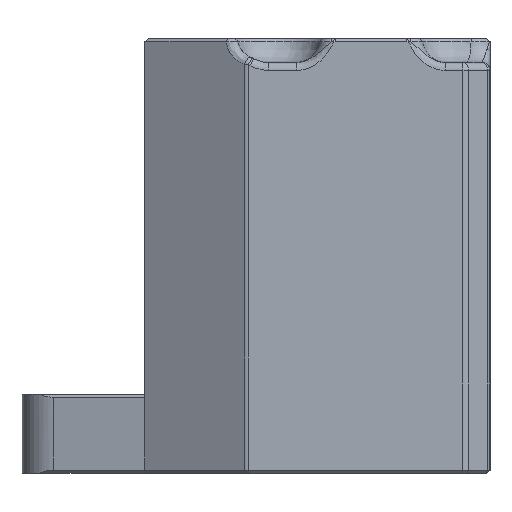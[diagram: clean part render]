
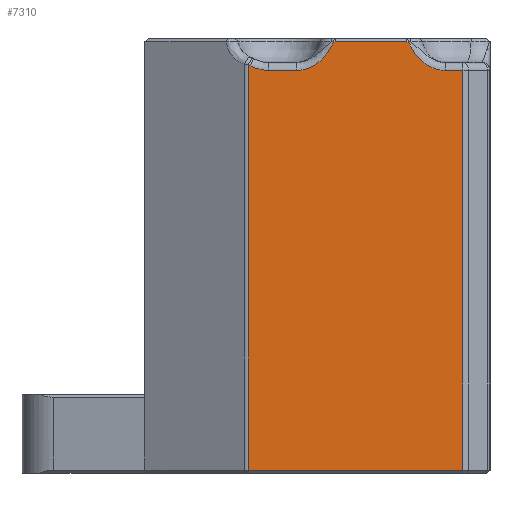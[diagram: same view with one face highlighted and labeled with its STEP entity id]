
A CAD part, left-side view. The second image highlights one B-rep face of the part: STEP entity #7310.
In plain terms, the highlighted planar face has unit normal (-1, 0, 0).
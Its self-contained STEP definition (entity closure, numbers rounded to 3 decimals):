
#249=B_SPLINE_CURVE_WITH_KNOTS('',3,(#11310,#11311,#11312,#11313),
 .UNSPECIFIED.,.F.,.F.,(4,4),(-0.883,-0.782),
 .UNSPECIFIED.);
#250=B_SPLINE_CURVE_WITH_KNOTS('',3,(#11332,#11333,#11334,#11335),
 .UNSPECIFIED.,.F.,.F.,(4,4),(0.782,0.883),
 .UNSPECIFIED.);
#261=B_SPLINE_CURVE_WITH_KNOTS('',3,(#11732,#11733,#11734,#11735,#11736,
#11737,#11738),.UNSPECIFIED.,.F.,.F.,(4,1,1,1,4),(0.044,0.133,
0.311,0.489,0.668),.UNSPECIFIED.);
#262=B_SPLINE_CURVE_WITH_KNOTS('',3,(#11742,#11743,#11744,#11745,#11746,
#11747,#11748),.UNSPECIFIED.,.F.,.F.,(4,1,1,1,4),(0.,0.267,
0.445,0.535,0.624),.UNSPECIFIED.);
#263=B_SPLINE_CURVE_WITH_KNOTS('',3,(#11752,#11753,#11754,#11755),
 .UNSPECIFIED.,.F.,.F.,(4,4),(-0.245,0.),.UNSPECIFIED.);
#264=B_SPLINE_CURVE_WITH_KNOTS('',3,(#11757,#11758,#11759,#11760),
 .UNSPECIFIED.,.F.,.F.,(4,4),(0.494,0.517),
 .UNSPECIFIED.);
#396=PLANE('',#7845);
#726=FACE_OUTER_BOUND('',#1213,.T.);
#1213=EDGE_LOOP('',(#5297,#5298,#5299,#5300,#5301,#5302,#5303,#5304,#5305,
#5306,#5307,#5308));
#1719=LINE('',#11292,#2335);
#1727=LINE('',#11750,#2343);
#1728=LINE('',#11762,#2344);
#1729=LINE('',#11764,#2345);
#1730=LINE('',#11766,#2346);
#1731=LINE('',#11767,#2347);
#2335=VECTOR('',#8684,10.);
#2343=VECTOR('',#8736,10.);
#2344=VECTOR('',#8737,10.);
#2345=VECTOR('',#8738,10.);
#2346=VECTOR('',#8739,10.);
#2347=VECTOR('',#8740,10.);
#3290=VERTEX_POINT('',#11282);
#3291=VERTEX_POINT('',#11289);
#3292=VERTEX_POINT('',#11291);
#3293=VERTEX_POINT('',#11330);
#3309=VERTEX_POINT('',#11731);
#3310=VERTEX_POINT('',#11741);
#3311=VERTEX_POINT('',#11749);
#3312=VERTEX_POINT('',#11751);
#3313=VERTEX_POINT('',#11756);
#3314=VERTEX_POINT('',#11761);
#3315=VERTEX_POINT('',#11763);
#3316=VERTEX_POINT('',#11765);
#4007=EDGE_CURVE('',#3291,#3292,#1719,.T.);
#4009=EDGE_CURVE('',#3292,#3290,#249,.T.);
#4011=EDGE_CURVE('',#3293,#3291,#250,.T.);
#4041=EDGE_CURVE('',#3290,#3309,#261,.T.);
#4043=EDGE_CURVE('',#3310,#3293,#262,.T.);
#4044=EDGE_CURVE('',#3311,#3310,#1727,.T.);
#4045=EDGE_CURVE('',#3312,#3311,#263,.T.);
#4046=EDGE_CURVE('',#3313,#3312,#264,.T.);
#4047=EDGE_CURVE('',#3314,#3313,#1728,.T.);
#4048=EDGE_CURVE('',#3315,#3314,#1729,.T.);
#4049=EDGE_CURVE('',#3316,#3315,#1730,.T.);
#4050=EDGE_CURVE('',#3309,#3316,#1731,.T.);
#5297=ORIENTED_EDGE('',*,*,#4009,.F.);
#5298=ORIENTED_EDGE('',*,*,#4007,.F.);
#5299=ORIENTED_EDGE('',*,*,#4011,.F.);
#5300=ORIENTED_EDGE('',*,*,#4043,.F.);
#5301=ORIENTED_EDGE('',*,*,#4044,.F.);
#5302=ORIENTED_EDGE('',*,*,#4045,.F.);
#5303=ORIENTED_EDGE('',*,*,#4046,.F.);
#5304=ORIENTED_EDGE('',*,*,#4047,.F.);
#5305=ORIENTED_EDGE('',*,*,#4048,.F.);
#5306=ORIENTED_EDGE('',*,*,#4049,.F.);
#5307=ORIENTED_EDGE('',*,*,#4050,.F.);
#5308=ORIENTED_EDGE('',*,*,#4041,.F.);
#7310=ADVANCED_FACE('',(#726),#396,.T.);
#7845=AXIS2_PLACEMENT_3D('',#11740,#8734,#8735);
#8684=DIRECTION('',(0.,-1.,0.));
#8734=DIRECTION('center_axis',(-1.,0.,0.));
#8735=DIRECTION('ref_axis',(0.,0.,1.));
#8736=DIRECTION('',(0.,-1.,0.));
#8737=DIRECTION('',(0.,0.,1.));
#8738=DIRECTION('',(0.,1.,0.));
#8739=DIRECTION('',(0.,0.,-1.));
#8740=DIRECTION('',(0.,-1.,0.));
#11282=CARTESIAN_POINT('',(-50.,-4.688,-0.4));
#11289=CARTESIAN_POINT('',(-50.,4.486,-0.4));
#11291=CARTESIAN_POINT('',(-50.,-4.486,-0.4));
#11292=CARTESIAN_POINT('',(-50.,-4.3,-0.4));
#11310=CARTESIAN_POINT('Ctrl Pts',(-50.,-4.486,-0.4));
#11311=CARTESIAN_POINT('Ctrl Pts',(-50.,-4.553,-0.4));
#11312=CARTESIAN_POINT('Ctrl Pts',(-50.,-4.62,-0.4));
#11313=CARTESIAN_POINT('Ctrl Pts',(-50.,-4.688,-0.4));
#11330=CARTESIAN_POINT('',(-50.,4.688,-0.4));
#11332=CARTESIAN_POINT('Ctrl Pts',(-50.,4.688,-0.4));
#11333=CARTESIAN_POINT('Ctrl Pts',(-50.,4.62,-0.4));
#11334=CARTESIAN_POINT('Ctrl Pts',(-50.,4.553,-0.4));
#11335=CARTESIAN_POINT('Ctrl Pts',(-50.,4.486,-0.4));
#11731=CARTESIAN_POINT('',(-50.,-9.385,-4.));
#11732=CARTESIAN_POINT('Ctrl Pts',(-50.,-4.688,-0.4));
#11733=CARTESIAN_POINT('Ctrl Pts',(-50.,-4.822,-0.665));
#11734=CARTESIAN_POINT('Ctrl Pts',(-50.,-5.237,-1.452));
#11735=CARTESIAN_POINT('Ctrl Pts',(-50.,-6.111,-2.681));
#11736=CARTESIAN_POINT('Ctrl Pts',(-50.,-7.593,-3.737));
#11737=CARTESIAN_POINT('Ctrl Pts',(-50.,-8.791,-4.));
#11738=CARTESIAN_POINT('Ctrl Pts',(-50.,-9.385,-4.));
#11740=CARTESIAN_POINT('Origin',(-50.,-15.,0.));
#11741=CARTESIAN_POINT('',(-50.,9.385,-4.));
#11742=CARTESIAN_POINT('Ctrl Pts',(-50.,9.385,-4.));
#11743=CARTESIAN_POINT('Ctrl Pts',(-50.,8.495,-4.));
#11744=CARTESIAN_POINT('Ctrl Pts',(-50.,7.007,-3.496));
#11745=CARTESIAN_POINT('Ctrl Pts',(-50.,5.748,-2.194));
#11746=CARTESIAN_POINT('Ctrl Pts',(-50.,5.1,-1.189));
#11747=CARTESIAN_POINT('Ctrl Pts',(-50.,4.822,-0.665));
#11748=CARTESIAN_POINT('Ctrl Pts',(-50.,4.688,-0.4));
#11749=CARTESIAN_POINT('',(-50.,12.92,-4.));
#11750=CARTESIAN_POINT('',(-50.,-1.7,-4.));
#11751=CARTESIAN_POINT('',(-50.,15.27,-3.383));
#11752=CARTESIAN_POINT('Ctrl Pts',(-50.,15.27,-3.383));
#11753=CARTESIAN_POINT('Ctrl Pts',(-50.,14.546,-3.765));
#11754=CARTESIAN_POINT('Ctrl Pts',(-50.,13.738,-4.));
#11755=CARTESIAN_POINT('Ctrl Pts',(-50.,12.92,-4.));
#11756=CARTESIAN_POINT('',(-50.,15.478,-3.265));
#11757=CARTESIAN_POINT('Ctrl Pts',(-50.,15.478,-3.265));
#11758=CARTESIAN_POINT('Ctrl Pts',(-50.,15.409,-3.306));
#11759=CARTESIAN_POINT('Ctrl Pts',(-50.,15.34,-3.346));
#11760=CARTESIAN_POINT('Ctrl Pts',(-50.,15.27,-3.383));
#11761=CARTESIAN_POINT('',(-50.,15.478,-54.4));
#11762=CARTESIAN_POINT('',(-50.,15.478,0.));
#11763=CARTESIAN_POINT('',(-50.,-11.586,-54.4));
#11764=CARTESIAN_POINT('',(-50.,-4.399,-54.4));
#11765=CARTESIAN_POINT('',(-50.,-11.586,-4.));
#11766=CARTESIAN_POINT('',(-50.,-11.586,0.));
#11767=CARTESIAN_POINT('',(-50.,-13.3,-4.));
